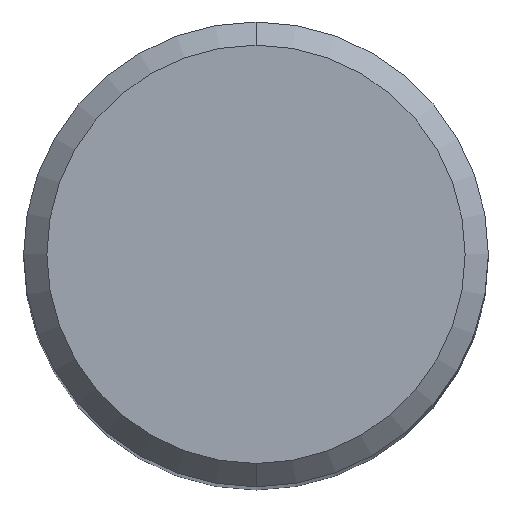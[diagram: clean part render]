
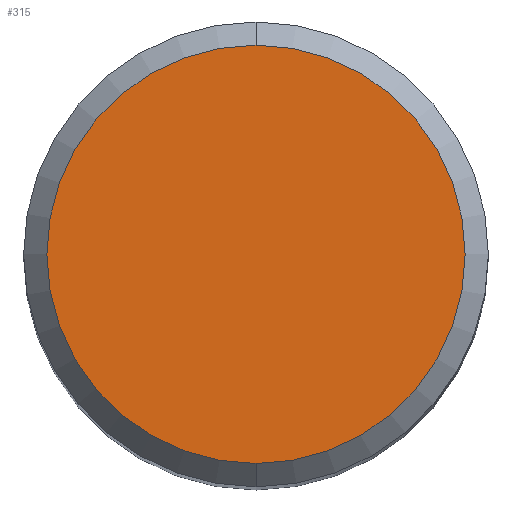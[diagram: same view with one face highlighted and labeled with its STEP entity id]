
A CAD part, top view. The second image highlights one B-rep face of the part: STEP entity #315.
In plain terms, the highlighted planar face has unit normal (0, 0, 1).
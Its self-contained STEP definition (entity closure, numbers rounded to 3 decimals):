
#315=ADVANCED_FACE('',(#871),#872,.T.);
#577=VERTEX_POINT('',#1155);
#723=EDGE_CURVE('',#773,#577,#1314,.T.);
#773=VERTEX_POINT('',#1368);
#803=EDGE_CURVE('',#577,#773,#1405,.T.);
#871=FACE_OUTER_BOUND('',#1670,.T.);
#872=PLANE('',#1671);
#1155=CARTESIAN_POINT('',(0.0,4.5,0.0));
#1314=CIRCLE('',#8813,4.5);
#1368=CARTESIAN_POINT('',(0.,-4.5,0.0));
#1405=CIRCLE('',#9823,4.5);
#1670=EDGE_LOOP('',(#10194,#10195));
#1671=AXIS2_PLACEMENT_3D('',#10196,#10197,#10198);
#8813=AXIS2_PLACEMENT_3D('',#10652,#10653,#10654);
#9823=AXIS2_PLACEMENT_3D('',#10786,#10787,#10788);
#10194=ORIENTED_EDGE('',*,*,#803,.F.);
#10195=ORIENTED_EDGE('',*,*,#723,.F.);
#10196=CARTESIAN_POINT('',(0.0,2.25,0.0));
#10197=DIRECTION('',(-0.0,0.0,1.0));
#10198=DIRECTION('',(0.0,-1.0,0.0));
#10652=CARTESIAN_POINT('',(0.0,0.0,0.0));
#10653=DIRECTION('',(0.0,0.0,-1.0));
#10654=DIRECTION('',(0.0,1.0,0.0));
#10786=CARTESIAN_POINT('',(0.0,0.0,0.0));
#10787=DIRECTION('',(0.0,0.0,-1.0));
#10788=DIRECTION('',(0.0,1.0,0.0));
